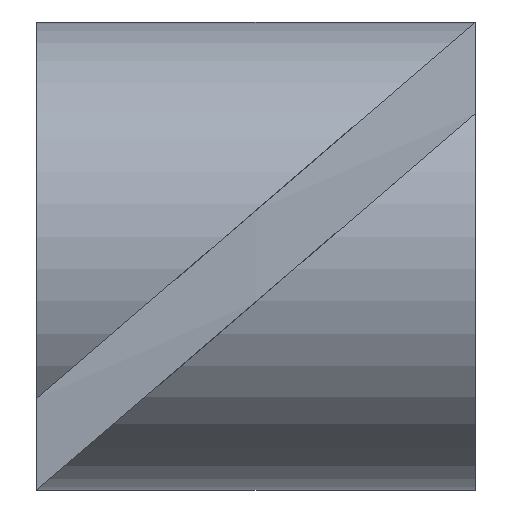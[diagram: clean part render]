
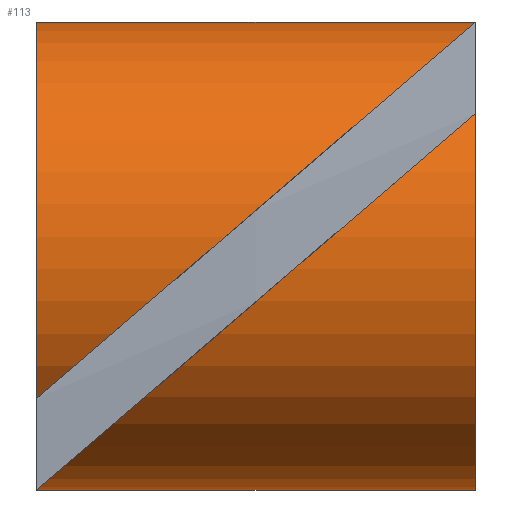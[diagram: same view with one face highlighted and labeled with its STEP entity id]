
A CAD part, front view. The second image highlights one B-rep face of the part: STEP entity #113.
In plain terms, the highlighted free-form (B-spline) face has degree [2, 1] with [5, 2] control points.
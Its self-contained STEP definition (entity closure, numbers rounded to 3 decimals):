
#70 = VERTEX_POINT('',#71);
#71 = CARTESIAN_POINT('',(-26.946,0.,-14.371));
#72 = VERTEX_POINT('',#73);
#73 = CARTESIAN_POINT('',(-26.946,0.,
    14.371));
#81 = EDGE_CURVE('',#72,#82,#84,.T.);
#82 = VERTEX_POINT('',#83);
#83 = CARTESIAN_POINT('',(0.,0.,14.371));
#84 = B_SPLINE_CURVE_WITH_KNOTS('',1,(#85,#86),.UNSPECIFIED.,.F.,.F.,(2,
    2),(0.,30.),.PIECEWISE_BEZIER_KNOTS.);
#85 = CARTESIAN_POINT('',(-26.946,0.,
    14.371));
#86 = CARTESIAN_POINT('',(0.,0.,14.371));
#89 = VERTEX_POINT('',#90);
#90 = CARTESIAN_POINT('',(0.,0.,-14.371));
#98 = EDGE_CURVE('',#70,#89,#99,.T.);
#99 = B_SPLINE_CURVE_WITH_KNOTS('',1,(#100,#101),.UNSPECIFIED.,.F.,.F.,(
    2,2),(0.,30.),.PIECEWISE_BEZIER_KNOTS.);
#100 = CARTESIAN_POINT('',(-26.946,0.,-14.371));
#101 = CARTESIAN_POINT('',(0.,0.,-14.371));
#113 = ADVANCED_FACE('',(#114),#134,.T.);
#114 = FACE_BOUND('',#115,.T.);
#115 = EDGE_LOOP('',(#116,#117,#125,#126));
#116 = ORIENTED_EDGE('',*,*,#81,.F.);
#117 = ORIENTED_EDGE('',*,*,#118,.T.);
#118 = EDGE_CURVE('',#72,#70,#119,.T.);
#119 = ( BOUNDED_CURVE() B_SPLINE_CURVE(2,(#120,#121,#122,#123,#124),
.UNSPECIFIED.,.F.,.F.) B_SPLINE_CURVE_WITH_KNOTS((3,2,3),(3.142,
4.712,6.283),.PIECEWISE_BEZIER_KNOTS.) CURVE() 
GEOMETRIC_REPRESENTATION_ITEM() RATIONAL_B_SPLINE_CURVE((1.,
0.707,1.,0.707,1.)) REPRESENTATION_ITEM('') );
#120 = CARTESIAN_POINT('',(-26.946,0.,
    14.371));
#121 = CARTESIAN_POINT('',(-26.946,-14.371,
    14.371));
#122 = CARTESIAN_POINT('',(-26.946,-14.371,
    0.));
#123 = CARTESIAN_POINT('',(-26.946,-14.371,
    -14.371));
#124 = CARTESIAN_POINT('',(-26.946,0.,
    -14.371));
#125 = ORIENTED_EDGE('',*,*,#98,.T.);
#126 = ORIENTED_EDGE('',*,*,#127,.F.);
#127 = EDGE_CURVE('',#82,#89,#128,.T.);
#128 = ( BOUNDED_CURVE() B_SPLINE_CURVE(2,(#129,#130,#131,#132,#133),
.UNSPECIFIED.,.F.,.F.) B_SPLINE_CURVE_WITH_KNOTS((3,2,3),(3.142,
4.712,6.283),.PIECEWISE_BEZIER_KNOTS.) CURVE() 
GEOMETRIC_REPRESENTATION_ITEM() RATIONAL_B_SPLINE_CURVE((1.,
0.707,1.,0.707,1.)) REPRESENTATION_ITEM('') );
#129 = CARTESIAN_POINT('',(0.,0.,14.371));
#130 = CARTESIAN_POINT('',(0.,-14.371,14.371));
#131 = CARTESIAN_POINT('',(0.,-14.371,0.));
#132 = CARTESIAN_POINT('',(0.,-14.371,-14.371));
#133 = CARTESIAN_POINT('',(0.,0.,-14.371));
#134 = ( BOUNDED_SURFACE() B_SPLINE_SURFACE(2,1,(
    (#135,#136)
    ,(#137,#138)
    ,(#139,#140)
    ,(#141,#142)
,(#143,#144
    )),.UNSPECIFIED.,.F.,.F.,.F.) B_SPLINE_SURFACE_WITH_KNOTS((3,2,3),(2
    ,2),(3.142,4.712,6.283),(0.,30.),
.PIECEWISE_BEZIER_KNOTS.) GEOMETRIC_REPRESENTATION_ITEM() 
RATIONAL_B_SPLINE_SURFACE((
    (1.,1.)
    ,(0.707,0.707)
    ,(1.,1.)
    ,(0.707,0.707)
,(1.,1.))) REPRESENTATION_ITEM('') SURFACE() );
#135 = CARTESIAN_POINT('',(-26.946,0.,
    14.371));
#136 = CARTESIAN_POINT('',(0.,0.,14.371));
#137 = CARTESIAN_POINT('',(-26.946,-14.371,
    14.371));
#138 = CARTESIAN_POINT('',(0.,-14.371,14.371));
#139 = CARTESIAN_POINT('',(-26.946,-14.371,
    0.));
#140 = CARTESIAN_POINT('',(0.,-14.371,0.));
#141 = CARTESIAN_POINT('',(-26.946,-14.371,
    -14.371));
#142 = CARTESIAN_POINT('',(0.,-14.371,-14.371));
#143 = CARTESIAN_POINT('',(-26.946,0.,
    -14.371));
#144 = CARTESIAN_POINT('',(0.,0.,-14.371));
